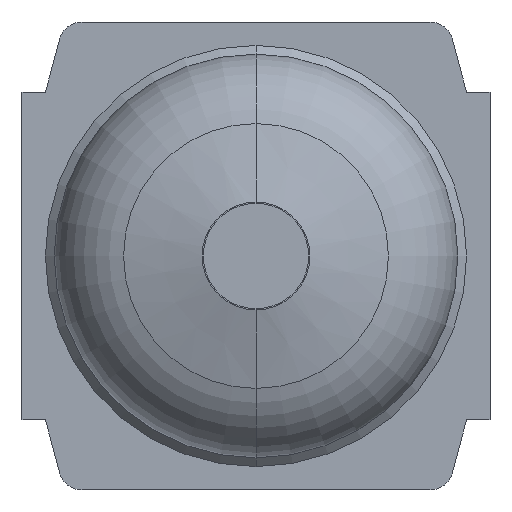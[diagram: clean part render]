
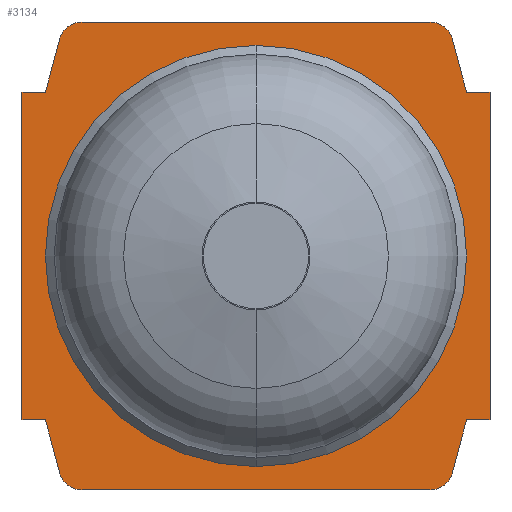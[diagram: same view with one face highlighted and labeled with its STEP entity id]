
A CAD part, front view. The second image highlights one B-rep face of the part: STEP entity #3134.
In plain terms, the highlighted planar face has unit normal (0, -1, 0).
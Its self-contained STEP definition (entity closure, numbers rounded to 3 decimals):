
#12 = CARTESIAN_POINT ( 'NONE',  ( -20., -23., 14. ) ) ;
#36 = DIRECTION ( 'NONE',  ( 0., 0., -1. ) ) ;
#42 = LINE ( 'NONE', #4815, #5825 ) ;
#50 = CARTESIAN_POINT ( 'NONE',  ( -20., -23., -14. ) ) ;
#193 = EDGE_CURVE ( 'NONE', #4596, #1206, #6087, .T. ) ;
#237 = VERTEX_POINT ( 'NONE', #6555 ) ;
#363 = CARTESIAN_POINT ( 'NONE',  ( -16.79, -23., -18.518 ) ) ;
#373 = CARTESIAN_POINT ( 'NONE',  ( 16.392, -23., 20. ) ) ;
#385 = CARTESIAN_POINT ( 'NONE',  ( -14.858, -23., 20. ) ) ;
#422 = CARTESIAN_POINT ( 'NONE',  ( -14.858, -23., -20. ) ) ;
#482 = CARTESIAN_POINT ( 'NONE',  ( 20., -23., 14. ) ) ;
#700 = EDGE_CURVE ( 'NONE', #1758, #1338, #5669, .T. ) ;
#796 = VECTOR ( 'NONE', #1857, 1000. ) ;
#798 = CARTESIAN_POINT ( 'NONE',  ( 16.79, -23., -18.518 ) ) ;
#900 = ORIENTED_EDGE ( 'NONE', *, *, #4378, .T. ) ;
#1206 = VERTEX_POINT ( 'NONE', #6181 ) ;
#1263 = EDGE_CURVE ( 'NONE', #1758, #5559, #3760, .T. ) ;
#1288 = LINE ( 'NONE', #373, #7045 ) ;
#1295 = DIRECTION ( 'NONE',  ( -0.259, 0., 0.966 ) ) ;
#1313 = AXIS2_PLACEMENT_3D ( 'NONE', #6762, #7281, #5945 ) ;
#1317 = CARTESIAN_POINT ( 'NONE',  ( -18., -23., -14. ) ) ;
#1338 = VERTEX_POINT ( 'NONE', #798 ) ;
#1406 = AXIS2_PLACEMENT_3D ( 'NONE', #3837, #4310, #3811 ) ;
#1416 = CARTESIAN_POINT ( 'NONE',  ( 14.858, -23., 20. ) ) ;
#1478 = CARTESIAN_POINT ( 'NONE',  ( 20., -23., -14. ) ) ;
#1529 = DIRECTION ( 'NONE',  ( 0., 0., 1. ) ) ;
#1557 = VECTOR ( 'NONE', #2468, 1000. ) ;
#1624 = CARTESIAN_POINT ( 'NONE',  ( 14.858, -23., -18. ) ) ;
#1722 = LINE ( 'NONE', #3367, #4785 ) ;
#1758 = VERTEX_POINT ( 'NONE', #6525 ) ;
#1762 = CARTESIAN_POINT ( 'NONE',  ( 20., -23., 14. ) ) ;
#1771 = CARTESIAN_POINT ( 'NONE',  ( 20., -23., -14. ) ) ;
#1857 = DIRECTION ( 'NONE',  ( -1., 0., 0. ) ) ;
#1872 = CARTESIAN_POINT ( 'NONE',  ( -20., -23., 14. ) ) ;
#2064 = EDGE_CURVE ( 'NONE', #5675, #7235, #42, .T. ) ;
#2195 = VECTOR ( 'NONE', #4981, 1000. ) ;
#2228 = ORIENTED_EDGE ( 'NONE', *, *, #1263, .F. ) ;
#2274 = DIRECTION ( 'NONE',  ( -1., 0., 0. ) ) ;
#2337 = DIRECTION ( 'NONE',  ( -0.259, 0., -0.966 ) ) ;
#2456 = CARTESIAN_POINT ( 'NONE',  ( 20., -23., 14. ) ) ;
#2468 = DIRECTION ( 'NONE',  ( -1., 0., 0. ) ) ;
#2618 = VERTEX_POINT ( 'NONE', #4267 ) ;
#2659 = ORIENTED_EDGE ( 'NONE', *, *, #3994, .T. ) ;
#2686 = AXIS2_PLACEMENT_3D ( 'NONE', #1624, #7194, #1529 ) ;
#2757 = CARTESIAN_POINT ( 'NONE',  ( 20., -23., 14. ) ) ;
#2790 = DIRECTION ( 'NONE',  ( -0.259, 0., 0.966 ) ) ;
#2799 = VECTOR ( 'NONE', #3048, 1000. ) ;
#2802 = CIRCLE ( 'NONE', #1406, 2. ) ;
#2815 = CARTESIAN_POINT ( 'NONE',  ( -16.392, -23., 20. ) ) ;
#2921 = EDGE_CURVE ( 'NONE', #6816, #237, #5895, .T. ) ;
#3048 = DIRECTION ( 'NONE',  ( -1., 0., 0. ) ) ;
#3106 = VECTOR ( 'NONE', #7159, 1000. ) ;
#3134 = ADVANCED_FACE ( 'NONE', ( #4383 ), #4057, .F. ) ;
#3227 = CARTESIAN_POINT ( 'NONE',  ( 16.392, -23., -20. ) ) ;
#3367 = CARTESIAN_POINT ( 'NONE',  ( -18., -23., -14. ) ) ;
#3389 = EDGE_CURVE ( 'NONE', #6816, #5675, #5206, .T. ) ;
#3598 = AXIS2_PLACEMENT_3D ( 'NONE', #7251, #6804, #6326 ) ;
#3618 = LINE ( 'NONE', #2815, #6554 ) ;
#3644 = EDGE_LOOP ( 'NONE', ( #2228, #6722, #6539, #5443, #6022, #4765, #5414, #2659, #6977, #4256, #7166, #900, #7195, #3883, #6191, #4347 ) ) ;
#3647 = DIRECTION ( 'NONE',  ( -1., 0., 0. ) ) ;
#3751 = VECTOR ( 'NONE', #36, 1000. ) ;
#3760 = LINE ( 'NONE', #4843, #2195 ) ;
#3811 = DIRECTION ( 'NONE',  ( 0., 0., 1. ) ) ;
#3834 = EDGE_CURVE ( 'NONE', #5661, #5927, #1722, .T. ) ;
#3837 = CARTESIAN_POINT ( 'NONE',  ( -14.858, -23., -18. ) ) ;
#3883 = ORIENTED_EDGE ( 'NONE', *, *, #4704, .F. ) ;
#3890 = EDGE_CURVE ( 'NONE', #7235, #1338, #5351, .T. ) ;
#3994 = EDGE_CURVE ( 'NONE', #2618, #7300, #5818, .T. ) ;
#4057 = PLANE ( 'NONE',  #7157 ) ;
#4087 = VECTOR ( 'NONE', #2337, 1000. ) ;
#4256 = ORIENTED_EDGE ( 'NONE', *, *, #4459, .T. ) ;
#4267 = CARTESIAN_POINT ( 'NONE',  ( 16.79, -23., 18.518 ) ) ;
#4310 = DIRECTION ( 'NONE',  ( 0., -1., 0. ) ) ;
#4347 = ORIENTED_EDGE ( 'NONE', *, *, #5221, .T. ) ;
#4378 = EDGE_CURVE ( 'NONE', #1206, #4746, #5812, .T. ) ;
#4383 = FACE_OUTER_BOUND ( 'NONE', #3644, .T. ) ;
#4417 = EDGE_CURVE ( 'NONE', #237, #2618, #1288, .T. ) ;
#4459 = EDGE_CURVE ( 'NONE', #5360, #4596, #5382, .T. ) ;
#4486 = EDGE_CURVE ( 'NONE', #4746, #6743, #5558, .T. ) ;
#4596 = VERTEX_POINT ( 'NONE', #6152 ) ;
#4704 = EDGE_CURVE ( 'NONE', #5927, #6743, #4962, .T. ) ;
#4746 = VERTEX_POINT ( 'NONE', #1872 ) ;
#4765 = ORIENTED_EDGE ( 'NONE', *, *, #2921, .T. ) ;
#4785 = VECTOR ( 'NONE', #1295, 1000. ) ;
#4801 = CARTESIAN_POINT ( 'NONE',  ( -18., -23., 14. ) ) ;
#4815 = CARTESIAN_POINT ( 'NONE',  ( 20., -23., -14. ) ) ;
#4843 = CARTESIAN_POINT ( 'NONE',  ( -16.392, -23., -20. ) ) ;
#4962 = LINE ( 'NONE', #1771, #796 ) ;
#4981 = DIRECTION ( 'NONE',  ( -1., 0., 0. ) ) ;
#5206 = LINE ( 'NONE', #5241, #6668 ) ;
#5221 = EDGE_CURVE ( 'NONE', #5661, #5559, #2802, .T. ) ;
#5241 = CARTESIAN_POINT ( 'NONE',  ( 20., -23., 14. ) ) ;
#5275 = DIRECTION ( 'NONE',  ( 0., 1., 0. ) ) ;
#5328 = DIRECTION ( 'NONE',  ( 0., 0., -1. ) ) ;
#5351 = LINE ( 'NONE', #3227, #4087 ) ;
#5360 = VERTEX_POINT ( 'NONE', #385 ) ;
#5382 = CIRCLE ( 'NONE', #1313, 2. ) ;
#5414 = ORIENTED_EDGE ( 'NONE', *, *, #4417, .T. ) ;
#5443 = ORIENTED_EDGE ( 'NONE', *, *, #2064, .F. ) ;
#5558 = LINE ( 'NONE', #12, #3751 ) ;
#5559 = VERTEX_POINT ( 'NONE', #422 ) ;
#5661 = VERTEX_POINT ( 'NONE', #363 ) ;
#5669 = CIRCLE ( 'NONE', #2686, 2. ) ;
#5675 = VERTEX_POINT ( 'NONE', #1478 ) ;
#5812 = LINE ( 'NONE', #2757, #2799 ) ;
#5818 = CIRCLE ( 'NONE', #3598, 2. ) ;
#5825 = VECTOR ( 'NONE', #3647, 1000. ) ;
#5895 = LINE ( 'NONE', #2456, #1557 ) ;
#5927 = VERTEX_POINT ( 'NONE', #1317 ) ;
#5945 = DIRECTION ( 'NONE',  ( 0., 0., 1. ) ) ;
#6022 = ORIENTED_EDGE ( 'NONE', *, *, #3389, .F. ) ;
#6087 = LINE ( 'NONE', #4801, #3106 ) ;
#6152 = CARTESIAN_POINT ( 'NONE',  ( -16.79, -23., 18.518 ) ) ;
#6181 = CARTESIAN_POINT ( 'NONE',  ( -18., -23., 14. ) ) ;
#6191 = ORIENTED_EDGE ( 'NONE', *, *, #3834, .F. ) ;
#6326 = DIRECTION ( 'NONE',  ( 0., 0., 1. ) ) ;
#6525 = CARTESIAN_POINT ( 'NONE',  ( 14.858, -23., -20. ) ) ;
#6539 = ORIENTED_EDGE ( 'NONE', *, *, #3890, .F. ) ;
#6554 = VECTOR ( 'NONE', #2274, 1000. ) ;
#6555 = CARTESIAN_POINT ( 'NONE',  ( 18., -23., 14. ) ) ;
#6668 = VECTOR ( 'NONE', #5328, 1000. ) ;
#6722 = ORIENTED_EDGE ( 'NONE', *, *, #700, .T. ) ;
#6743 = VERTEX_POINT ( 'NONE', #50 ) ;
#6762 = CARTESIAN_POINT ( 'NONE',  ( -14.858, -23., 18. ) ) ;
#6804 = DIRECTION ( 'NONE',  ( 0., -1., 0. ) ) ;
#6816 = VERTEX_POINT ( 'NONE', #1762 ) ;
#6977 = ORIENTED_EDGE ( 'NONE', *, *, #7028, .T. ) ;
#7028 = EDGE_CURVE ( 'NONE', #7300, #5360, #3618, .T. ) ;
#7030 = CARTESIAN_POINT ( 'NONE',  ( 18., -23., -14. ) ) ;
#7045 = VECTOR ( 'NONE', #2790, 1000. ) ;
#7157 = AXIS2_PLACEMENT_3D ( 'NONE', #482, #5275, #7257 ) ;
#7159 = DIRECTION ( 'NONE',  ( -0.259, 0., -0.966 ) ) ;
#7166 = ORIENTED_EDGE ( 'NONE', *, *, #193, .T. ) ;
#7194 = DIRECTION ( 'NONE',  ( 0., -1., 0. ) ) ;
#7195 = ORIENTED_EDGE ( 'NONE', *, *, #4486, .T. ) ;
#7235 = VERTEX_POINT ( 'NONE', #7030 ) ;
#7251 = CARTESIAN_POINT ( 'NONE',  ( 14.858, -23., 18. ) ) ;
#7257 = DIRECTION ( 'NONE',  ( 0., 0., 1. ) ) ;
#7281 = DIRECTION ( 'NONE',  ( 0., -1., 0. ) ) ;
#7300 = VERTEX_POINT ( 'NONE', #1416 ) ;
